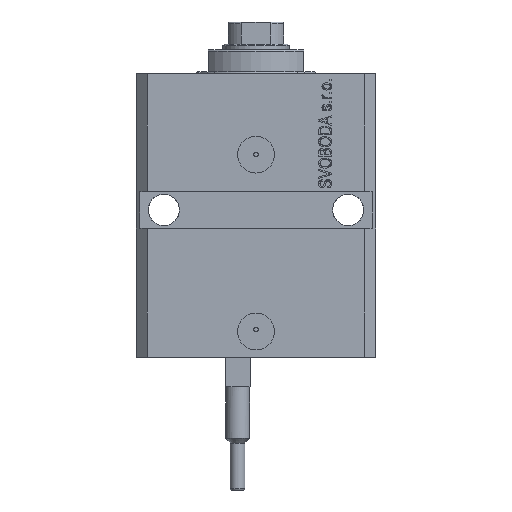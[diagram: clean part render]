
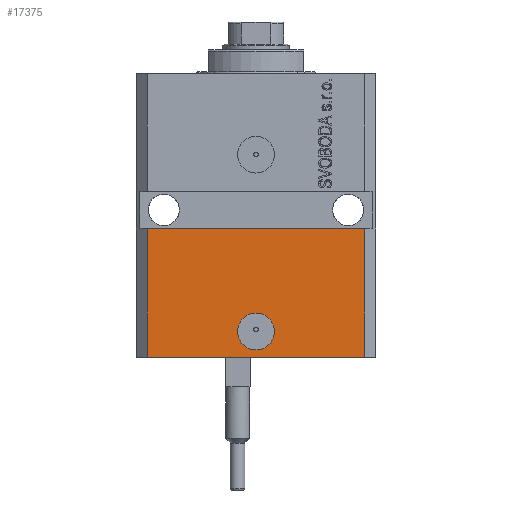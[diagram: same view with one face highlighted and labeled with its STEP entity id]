
A CAD part, front view. The second image highlights one B-rep face of the part: STEP entity #17375.
In plain terms, the highlighted planar face has unit normal (0, -1, 0).
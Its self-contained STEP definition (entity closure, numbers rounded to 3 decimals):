
#1058 = EDGE_CURVE ( 'NONE', #38347, #8995, #11612, .T. ) ;
#1938 = ORIENTED_EDGE ( 'NONE', *, *, #38380, .F. ) ;
#2783 = VERTEX_POINT ( 'NONE', #42631 ) ;
#3806 = DIRECTION ( 'NONE',  ( 0., -1., 0. ) ) ;
#4106 = CARTESIAN_POINT ( 'NONE',  ( -29.5, -22.5, -77. ) ) ;
#4986 = VECTOR ( 'NONE', #38277, 1000. ) ;
#5042 = FACE_OUTER_BOUND ( 'NONE', #24896, .T. ) ;
#5254 = VERTEX_POINT ( 'NONE', #19201 ) ;
#8204 = DIRECTION ( 'NONE',  ( 1., 0., 0. ) ) ;
#8995 = VERTEX_POINT ( 'NONE', #30590 ) ;
#10280 = AXIS2_PLACEMENT_3D ( 'NONE', #41417, #26126, #8204 ) ;
#10390 = CARTESIAN_POINT ( 'NONE',  ( 0., -22.5, -70. ) ) ;
#11612 = LINE ( 'NONE', #4106, #4986 ) ;
#12115 = CARTESIAN_POINT ( 'NONE',  ( 29.5, -22.5, -77. ) ) ;
#12165 = ORIENTED_EDGE ( 'NONE', *, *, #1058, .F. ) ;
#12876 = VECTOR ( 'NONE', #31568, 1000. ) ;
#13557 = CARTESIAN_POINT ( 'NONE',  ( -29.5, -22.5, -77. ) ) ;
#16134 = EDGE_CURVE ( 'NONE', #32890, #5254, #30557, .T. ) ;
#17375 = ADVANCED_FACE ( 'NONE', ( #45056, #5042 ), #30510, .T. ) ;
#17962 = VECTOR ( 'NONE', #26896, 1000. ) ;
#18085 = DIRECTION ( 'NONE',  ( 1., 0., 0. ) ) ;
#19035 = EDGE_CURVE ( 'NONE', #38347, #32890, #24161, .T. ) ;
#19201 = CARTESIAN_POINT ( 'NONE',  ( 29.5, -22.5, -42. ) ) ;
#20534 = DIRECTION ( 'NONE',  ( 1., 0., 0. ) ) ;
#20851 = DIRECTION ( 'NONE',  ( 0., -1., 0. ) ) ;
#20859 = ORIENTED_EDGE ( 'NONE', *, *, #19035, .T. ) ;
#21026 = ORIENTED_EDGE ( 'NONE', *, *, #42752, .F. ) ;
#22826 = EDGE_LOOP ( 'NONE', ( #1938, #36477 ) ) ;
#23130 = AXIS2_PLACEMENT_3D ( 'NONE', #10390, #20851, #47270 ) ;
#24161 = LINE ( 'NONE', #38974, #28136 ) ;
#24896 = EDGE_LOOP ( 'NONE', ( #21026, #12165, #20859, #28894 ) ) ;
#26126 = DIRECTION ( 'NONE',  ( 0., -1., 0. ) ) ;
#26896 = DIRECTION ( 'NONE',  ( 0., 0., 1. ) ) ;
#27000 = CIRCLE ( 'NONE', #23130, 5. ) ;
#27663 = CARTESIAN_POINT ( 'NONE',  ( -32.5, -22.5, -42. ) ) ;
#28136 = VECTOR ( 'NONE', #20534, 1000. ) ;
#28894 = ORIENTED_EDGE ( 'NONE', *, *, #16134, .T. ) ;
#29332 = CARTESIAN_POINT ( 'NONE',  ( -5., -22.5, -70. ) ) ;
#30510 = PLANE ( 'NONE',  #10280 ) ;
#30557 = LINE ( 'NONE', #12115, #17962 ) ;
#30590 = CARTESIAN_POINT ( 'NONE',  ( -29.5, -22.5, -42. ) ) ;
#31568 = DIRECTION ( 'NONE',  ( 1., 0., 0. ) ) ;
#32890 = VERTEX_POINT ( 'NONE', #36287 ) ;
#36287 = CARTESIAN_POINT ( 'NONE',  ( 29.5, -22.5, -77. ) ) ;
#36477 = ORIENTED_EDGE ( 'NONE', *, *, #38700, .F. ) ;
#37023 = CARTESIAN_POINT ( 'NONE',  ( 0., -22.5, -70. ) ) ;
#38117 = LINE ( 'NONE', #27663, #12876 ) ;
#38195 = VERTEX_POINT ( 'NONE', #29332 ) ;
#38277 = DIRECTION ( 'NONE',  ( 0., 0., 1. ) ) ;
#38347 = VERTEX_POINT ( 'NONE', #13557 ) ;
#38380 = EDGE_CURVE ( 'NONE', #2783, #38195, #27000, .T. ) ;
#38700 = EDGE_CURVE ( 'NONE', #38195, #2783, #43280, .T. ) ;
#38974 = CARTESIAN_POINT ( 'NONE',  ( -29.5, -22.5, -77. ) ) ;
#40968 = AXIS2_PLACEMENT_3D ( 'NONE', #37023, #3806, #18085 ) ;
#41417 = CARTESIAN_POINT ( 'NONE',  ( -29.5, -22.5, -77. ) ) ;
#42631 = CARTESIAN_POINT ( 'NONE',  ( 5., -22.5, -70. ) ) ;
#42752 = EDGE_CURVE ( 'NONE', #8995, #5254, #38117, .T. ) ;
#43280 = CIRCLE ( 'NONE', #40968, 5. ) ;
#45056 = FACE_BOUND ( 'NONE', #22826, .T. ) ;
#47270 = DIRECTION ( 'NONE',  ( 1., 0., 0. ) ) ;
